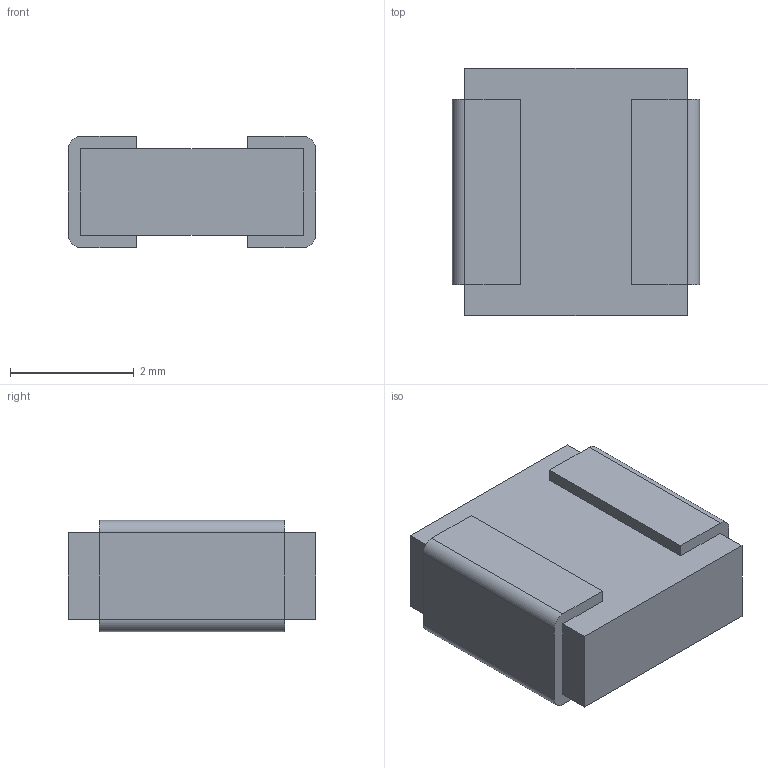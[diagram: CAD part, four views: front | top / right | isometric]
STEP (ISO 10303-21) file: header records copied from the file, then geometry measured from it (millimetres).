
FILE_DESCRIPTION(/* description */ ('model of L_Vishay_IFSC-1515AH_4x4x1.8mm'),/* implementation_level */ '2;1');
FILE_NAME(/* name */ 'L_Vishay_IFSC-1515AH_4x4x1.8mm.step',/* time_stamp */ '2022-11-23T02:16:54',/* author */ ('KiCAD','kicad'),/* organization */ ('OCCT'),/* preprocessor_version */ '',/* originating_system */ 'KiCAD',/* authorisation */ '');
FILE_SCHEMA(('AUTOMOTIVE_DESIGN { 1 0 10303 214 1 1 1 1 }'));
Length unit declared in the file: millimetre
Products named in the file (7): CQ assembly; f40e51c0-6b17-11ed-bd4d-001a7dda7113; f40e51c0-6b17-11ed-bd4d-001a7dda7113_part; f40e51c1-6b17-11ed-b75f-001a7dda7113; f40e51c1-6b17-11ed-b75f-001a7dda7113_part; f40e51c2-6b17-11ed-af10-001a7dda7113; f40e51c2-6b17-11ed-af10-001a7dda7113_part
Assembly tree (6 placements, depth 4):
  CQ assembly
    f40e51c0-6b17-11ed-bd4d-001a7dda7113
      f40e51c0-6b17-11ed-bd4d-001a7dda7113_part
      f40e51c1-6b17-11ed-b75f-001a7dda7113
        f40e51c1-6b17-11ed-b75f-001a7dda7113_part
      f40e51c2-6b17-11ed-af10-001a7dda7113
        f40e51c2-6b17-11ed-af10-001a7dda7113_part
Bounding box: 4 x 4 x 1.8 mm (x, y, z)
Volume: 24.4 mm3; surface area: 97.5 mm2
Topology: 3 solids, 3 shells, 30 faces, 72 edges, 48 vertices
Faces by surface type: plane 26, cylinder 4
Entity records: 1003 total; most frequent: CARTESIAN_POINT 157, DIRECTION 154, ORIENTED_EDGE 144, EDGE_CURVE 72, LINE 64, VECTOR 64, VERTEX_POINT 48, AXIS2_PLACEMENT_3D 45
